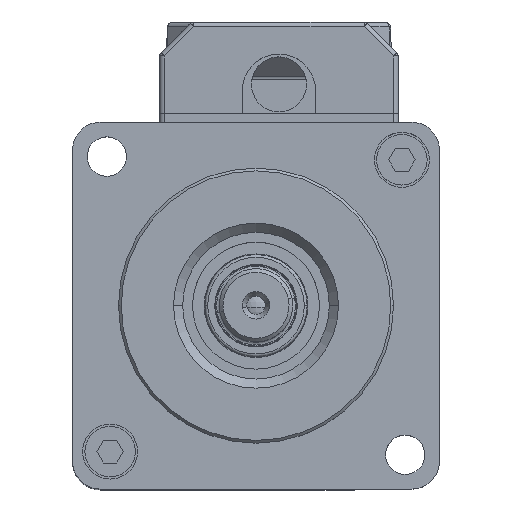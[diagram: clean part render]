
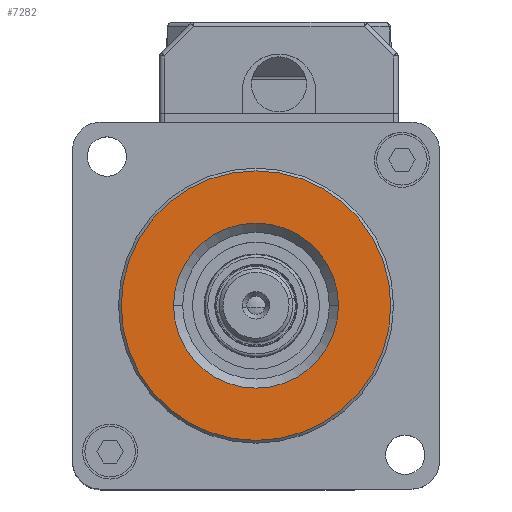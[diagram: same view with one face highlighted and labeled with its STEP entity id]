
A CAD part, top view. The second image highlights one B-rep face of the part: STEP entity #7282.
In plain terms, the highlighted planar face has unit normal (0, 0, 1).
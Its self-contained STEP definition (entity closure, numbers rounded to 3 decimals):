
#506 = FACE_BOUND ( 'NONE', #24349, .T. ) ;
#569 = VERTEX_POINT ( 'NONE', #6973 ) ;
#1224 = CARTESIAN_POINT ( 'NONE',  ( 14.7, 0., 56.5 ) ) ;
#1325 = DIRECTION ( 'NONE',  ( -1., 0., 0. ) ) ;
#1444 = CARTESIAN_POINT ( 'NONE',  ( -14.7, 0., 56.5 ) ) ;
#4736 = CIRCLE ( 'NONE', #11396, 9. ) ;
#5437 = ORIENTED_EDGE ( 'NONE', *, *, #15056, .T. ) ;
#6973 = CARTESIAN_POINT ( 'NONE',  ( -9., 0., 56.5 ) ) ;
#6982 = DIRECTION ( 'NONE',  ( 0., 0., -1. ) ) ;
#7282 = ADVANCED_FACE ( 'NONE', ( #21275, #506 ), #16656, .F. ) ;
#7984 = AXIS2_PLACEMENT_3D ( 'NONE', #19080, #6982, #21078 ) ;
#8724 = CARTESIAN_POINT ( 'NONE',  ( 0., 0., 56.5 ) ) ;
#9137 = CARTESIAN_POINT ( 'NONE',  ( 0., 0., 56.5 ) ) ;
#9276 = EDGE_CURVE ( 'NONE', #17626, #22687, #12397, .T. ) ;
#9491 = DIRECTION ( 'NONE',  ( 0., 0., 1. ) ) ;
#9514 = AXIS2_PLACEMENT_3D ( 'NONE', #21572, #9491, #23585 ) ;
#10769 = DIRECTION ( 'NONE',  ( -1., 0., 0. ) ) ;
#11180 = DIRECTION ( 'NONE',  ( -1., 0., 0. ) ) ;
#11396 = AXIS2_PLACEMENT_3D ( 'NONE', #25419, #13355, #1325 ) ;
#12397 = CIRCLE ( 'NONE', #24519, 14.7 ) ;
#12980 = CIRCLE ( 'NONE', #7984, 9. ) ;
#13355 = DIRECTION ( 'NONE',  ( 0., 0., -1. ) ) ;
#15056 = EDGE_CURVE ( 'NONE', #22687, #17626, #19674, .T. ) ;
#15510 = EDGE_CURVE ( 'NONE', #22153, #569, #12980, .T. ) ;
#16214 = EDGE_CURVE ( 'NONE', #569, #22153, #4736, .T. ) ;
#16656 = PLANE ( 'NONE',  #20373 ) ;
#17626 = VERTEX_POINT ( 'NONE', #1224 ) ;
#17992 = CARTESIAN_POINT ( 'NONE',  ( 9., 0., 56.5 ) ) ;
#19080 = CARTESIAN_POINT ( 'NONE',  ( 0., 0., 56.5 ) ) ;
#19674 = CIRCLE ( 'NONE', #9514, 14.7 ) ;
#20373 = AXIS2_PLACEMENT_3D ( 'NONE', #8724, #22834, #10769 ) ;
#21078 = DIRECTION ( 'NONE',  ( -1., 0., 0. ) ) ;
#21275 = FACE_OUTER_BOUND ( 'NONE', #25590, .T. ) ;
#21572 = CARTESIAN_POINT ( 'NONE',  ( 0., 0., 56.5 ) ) ;
#22153 = VERTEX_POINT ( 'NONE', #17992 ) ;
#22606 = ORIENTED_EDGE ( 'NONE', *, *, #15510, .T. ) ;
#22687 = VERTEX_POINT ( 'NONE', #1444 ) ;
#22782 = ORIENTED_EDGE ( 'NONE', *, *, #16214, .T. ) ;
#22834 = DIRECTION ( 'NONE',  ( 0., 0., -1. ) ) ;
#23236 = DIRECTION ( 'NONE',  ( 0., 0., 1. ) ) ;
#23585 = DIRECTION ( 'NONE',  ( -1., 0., 0. ) ) ;
#24255 = ORIENTED_EDGE ( 'NONE', *, *, #9276, .T. ) ;
#24349 = EDGE_LOOP ( 'NONE', ( #22606, #22782 ) ) ;
#24519 = AXIS2_PLACEMENT_3D ( 'NONE', #9137, #23236, #11180 ) ;
#25419 = CARTESIAN_POINT ( 'NONE',  ( 0., 0., 56.5 ) ) ;
#25590 = EDGE_LOOP ( 'NONE', ( #5437, #24255 ) ) ;
